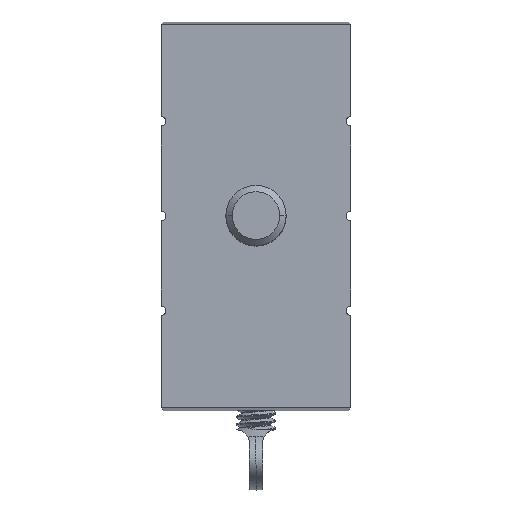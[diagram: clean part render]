
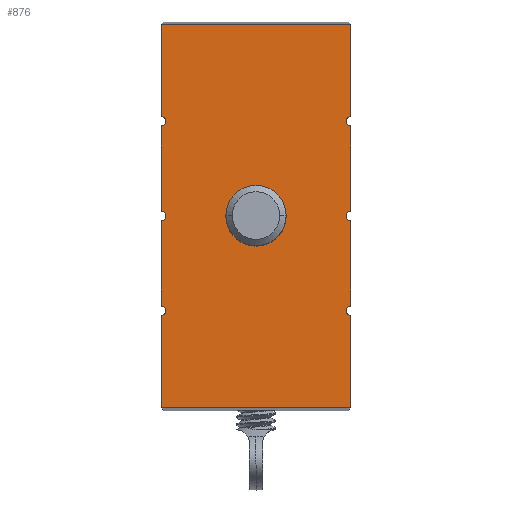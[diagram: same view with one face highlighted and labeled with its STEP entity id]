
A CAD part, top view. The second image highlights one B-rep face of the part: STEP entity #876.
In plain terms, the highlighted planar face has unit normal (0, 0, 1).
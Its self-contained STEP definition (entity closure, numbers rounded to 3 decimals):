
#13=DIRECTION('',(0.,-1.,0.));
#14=VECTOR('',#13,9.);
#15=CARTESIAN_POINT('',(-10.,-0.5,0.));
#16=LINE('',#15,#14);
#35=DIRECTION('',(0.,-1.,0.));
#36=VECTOR('',#35,9.);
#37=CARTESIAN_POINT('',(-10.,9.5,0.));
#38=LINE('',#37,#36);
#54=CARTESIAN_POINT('',(-10.,-10.5,0.));
#61=DIRECTION('',(0.,-1.,0.));
#62=VECTOR('',#61,9.75);
#63=CARTESIAN_POINT('',(-10.,-10.5,0.));
#64=LINE('',#63,#62);
#153=DIRECTION('',(0.,-1.,0.));
#154=VECTOR('',#153,9.75);
#155=CARTESIAN_POINT('',(-10.,20.25,0.));
#156=LINE('',#155,#154);
#157=CARTESIAN_POINT('',(-10.,10.5,0.));
#224=DIRECTION('',(1.,0.,0.));
#225=VECTOR('',#224,20.);
#226=CARTESIAN_POINT('',(-10.,20.25,0.));
#227=LINE('',#226,#225);
#228=CARTESIAN_POINT('',(10.,10.,0.));
#229=DIRECTION('',(0.,0.,-1.));
#230=DIRECTION('',(0.,-1.,0.));
#231=AXIS2_PLACEMENT_3D('',#228,#229,#230);
#233=CARTESIAN_POINT('',(10.,0.,0.));
#234=DIRECTION('',(0.,0.,-1.));
#235=DIRECTION('',(0.,-1.,0.));
#236=AXIS2_PLACEMENT_3D('',#233,#234,#235);
#238=CARTESIAN_POINT('',(10.,-10.,0.));
#239=DIRECTION('',(0.,0.,-1.));
#240=DIRECTION('',(0.,-1.,0.));
#241=AXIS2_PLACEMENT_3D('',#238,#239,#240);
#243=CARTESIAN_POINT('',(-10.,-10.,0.));
#244=DIRECTION('',(0.,0.,-1.));
#245=DIRECTION('',(0.,1.,0.));
#246=AXIS2_PLACEMENT_3D('',#243,#244,#245);
#248=CARTESIAN_POINT('',(-10.,0.,0.));
#249=DIRECTION('',(0.,0.,-1.));
#250=DIRECTION('',(0.,1.,0.));
#251=AXIS2_PLACEMENT_3D('',#248,#249,#250);
#253=CARTESIAN_POINT('',(-10.,10.,0.));
#254=DIRECTION('',(0.,0.,-1.));
#255=DIRECTION('',(0.,1.,0.));
#256=AXIS2_PLACEMENT_3D('',#253,#254,#255);
#258=CARTESIAN_POINT('',(0.,0.,0.));
#259=DIRECTION('',(0.,0.,-1.));
#260=DIRECTION('',(1.,0.,0.));
#261=AXIS2_PLACEMENT_3D('',#258,#259,#260);
#263=CARTESIAN_POINT('',(0.,0.,0.));
#264=DIRECTION('',(0.,0.,-1.));
#265=DIRECTION('',(-1.,0.,0.));
#266=AXIS2_PLACEMENT_3D('',#263,#264,#265);
#331=DIRECTION('',(0.,-1.,0.));
#332=VECTOR('',#331,9.);
#333=CARTESIAN_POINT('',(10.,-0.5,0.));
#334=LINE('',#333,#332);
#353=DIRECTION('',(0.,-1.,0.));
#354=VECTOR('',#353,9.);
#355=CARTESIAN_POINT('',(10.,9.5,0.));
#356=LINE('',#355,#354);
#386=DIRECTION('',(0.,-1.,0.));
#387=VECTOR('',#386,9.75);
#388=CARTESIAN_POINT('',(10.,-10.5,0.));
#389=LINE('',#388,#387);
#390=CARTESIAN_POINT('',(10.,-10.5,0.));
#457=CARTESIAN_POINT('',(10.,10.5,0.));
#464=DIRECTION('',(0.,-1.,0.));
#465=VECTOR('',#464,9.75);
#466=CARTESIAN_POINT('',(10.,20.25,0.));
#467=LINE('',#466,#465);
#558=DIRECTION('',(1.,0.,0.));
#559=VECTOR('',#558,20.);
#560=CARTESIAN_POINT('',(-10.,-20.25,0.));
#561=LINE('',#560,#559);
#612=CARTESIAN_POINT('',(-10.,20.25,0.));
#613=CARTESIAN_POINT('',(10.,20.25,0.));
#614=VERTEX_POINT('',#612);
#615=VERTEX_POINT('',#613);
#616=CARTESIAN_POINT('',(-10.,-20.25,0.));
#617=CARTESIAN_POINT('',(10.,-20.25,0.));
#618=VERTEX_POINT('',#616);
#619=VERTEX_POINT('',#617);
#653=CARTESIAN_POINT('',(-10.,9.5,0.));
#654=CARTESIAN_POINT('',(-10.,0.5,0.));
#655=VERTEX_POINT('',#653);
#656=VERTEX_POINT('',#654);
#657=CARTESIAN_POINT('',(-10.,-0.5,0.));
#658=CARTESIAN_POINT('',(-10.,-9.5,0.));
#659=VERTEX_POINT('',#657);
#660=VERTEX_POINT('',#658);
#661=CARTESIAN_POINT('',(10.,9.5,0.));
#662=CARTESIAN_POINT('',(10.,0.5,0.));
#663=VERTEX_POINT('',#661);
#664=VERTEX_POINT('',#662);
#665=CARTESIAN_POINT('',(10.,-0.5,0.));
#666=CARTESIAN_POINT('',(10.,-9.5,0.));
#667=VERTEX_POINT('',#665);
#668=VERTEX_POINT('',#666);
#669=VERTEX_POINT('',#157);
#671=VERTEX_POINT('',#54);
#673=VERTEX_POINT('',#457);
#675=VERTEX_POINT('',#390);
#681=CARTESIAN_POINT('',(2.553,0.,0.));
#682=CARTESIAN_POINT('',(-2.553,0.,0.));
#683=VERTEX_POINT('',#681);
#684=VERTEX_POINT('',#682);
#837=CARTESIAN_POINT('',(-10.,20.25,0.));
#838=DIRECTION('',(0.,0.,1.));
#839=DIRECTION('',(0.,-1.,0.));
#840=AXIS2_PLACEMENT_3D('',#837,#838,#839);
#841=PLANE('',#840);
#842=ORIENTED_EDGE('',*,*,#756,.F.);
#844=ORIENTED_EDGE('',*,*,#843,.T.);
#846=ORIENTED_EDGE('',*,*,#845,.T.);
#848=ORIENTED_EDGE('',*,*,#847,.F.);
#850=ORIENTED_EDGE('',*,*,#849,.T.);
#852=ORIENTED_EDGE('',*,*,#851,.F.);
#854=ORIENTED_EDGE('',*,*,#853,.T.);
#856=ORIENTED_EDGE('',*,*,#855,.F.);
#858=ORIENTED_EDGE('',*,*,#857,.T.);
#860=ORIENTED_EDGE('',*,*,#859,.F.);
#861=ORIENTED_EDGE('',*,*,#730,.F.);
#863=ORIENTED_EDGE('',*,*,#862,.F.);
#864=ORIENTED_EDGE('',*,*,#694,.F.);
#866=ORIENTED_EDGE('',*,*,#865,.F.);
#867=ORIENTED_EDGE('',*,*,#710,.F.);
#869=ORIENTED_EDGE('',*,*,#868,.F.);
#870=EDGE_LOOP('',(#842,#844,#846,#848,#850,#852,#854,#856,#858,#860,#861,#863,
#864,#866,#867,#869));
#871=FACE_OUTER_BOUND('',#870,.F.);
#872=ORIENTED_EDGE('',*,*,#817,.F.);
#873=ORIENTED_EDGE('',*,*,#831,.F.);
#874=EDGE_LOOP('',(#872,#873));
#875=FACE_BOUND('',#874,.F.);
#876=ADVANCED_FACE('',(#871,#875),#841,.T.);
#232=CIRCLE('',#231,0.5);
#237=CIRCLE('',#236,0.5);
#242=CIRCLE('',#241,0.5);
#247=CIRCLE('',#246,0.5);
#252=CIRCLE('',#251,0.5);
#257=CIRCLE('',#256,0.5);
#262=CIRCLE('',#261,2.553);
#267=CIRCLE('',#266,2.553);
#694=EDGE_CURVE('',#659,#660,#16,.T.);
#710=EDGE_CURVE('',#655,#656,#38,.T.);
#730=EDGE_CURVE('',#671,#618,#64,.T.);
#756=EDGE_CURVE('',#614,#669,#156,.T.);
#817=EDGE_CURVE('',#683,#684,#262,.T.);
#831=EDGE_CURVE('',#684,#683,#267,.T.);
#843=EDGE_CURVE('',#614,#615,#227,.T.);
#845=EDGE_CURVE('',#615,#673,#467,.T.);
#847=EDGE_CURVE('',#663,#673,#232,.T.);
#849=EDGE_CURVE('',#663,#664,#356,.T.);
#851=EDGE_CURVE('',#667,#664,#237,.T.);
#853=EDGE_CURVE('',#667,#668,#334,.T.);
#855=EDGE_CURVE('',#675,#668,#242,.T.);
#857=EDGE_CURVE('',#675,#619,#389,.T.);
#859=EDGE_CURVE('',#618,#619,#561,.T.);
#862=EDGE_CURVE('',#660,#671,#247,.T.);
#865=EDGE_CURVE('',#656,#659,#252,.T.);
#868=EDGE_CURVE('',#669,#655,#257,.T.);
